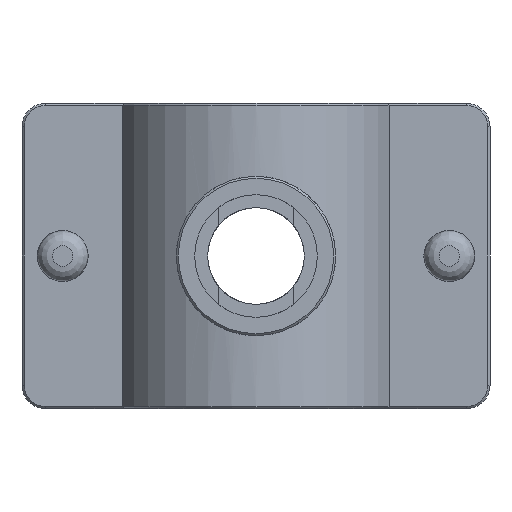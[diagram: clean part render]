
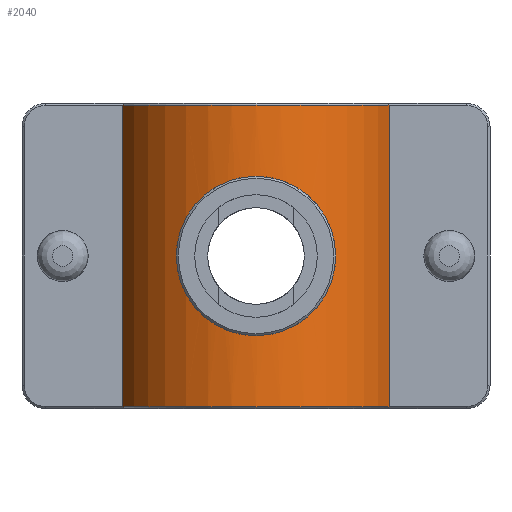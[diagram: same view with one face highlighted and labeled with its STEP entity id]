
A CAD part, front view. The second image highlights one B-rep face of the part: STEP entity #2040.
In plain terms, the highlighted cylindrical face has radius 28 mm (diameter 56 mm), a partial arc.
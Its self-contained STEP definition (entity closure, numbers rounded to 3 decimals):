
#64=LINE('',#2977,#224);
#65=LINE('',#2980,#225);
#66=LINE('',#2983,#226);
#67=LINE('',#2986,#227);
#164=LINE('',#3504,#324);
#165=LINE('',#3506,#325);
#224=VECTOR('',#2327,3.571);
#225=VECTOR('',#2330,3.571);
#226=VECTOR('',#2333,3.571);
#227=VECTOR('',#2336,3.571);
#324=VECTOR('',#2667,59.2);
#325=VECTOR('',#2670,59.2);
#468=FACE_BOUND('',#712,.T.);
#566=FACE_OUTER_BOUND('',#711,.T.);
#711=EDGE_LOOP('',(#1668,#1669,#1670,#1671));
#712=EDGE_LOOP('',(#1672,#1673,#1674,#1675,#1676,#1677,#1678,#1679));
#838=CIRCLE('',#2207,28.);
#839=CIRCLE('',#2210,28.);
#877=B_SPLINE_CURVE_WITH_KNOTS('',3,(#2915,#2916,#2917,#2918,#2919,#2920,
#2921,#2922,#2923,#2924),.UNSPECIFIED.,.F.,.F.,(4,2,2,2,4),(2.27,
2.527,2.888,3.249,3.505),
 .UNSPECIFIED.);
#878=B_SPLINE_CURVE_WITH_KNOTS('',3,(#2928,#2929,#2930,#2931,#2932,#2933,
#2934,#2935,#2936,#2937,#2938),.UNSPECIFIED.,.F.,.F.,(4,2,3,2,4),(-0.618,
-0.361,0.,0.361,0.618),.UNSPECIFIED.);
#880=B_SPLINE_CURVE_WITH_KNOTS('',3,(#2988,#2989,#2990,#2991,#2992,#2993,
#2994,#2995,#2996,#2997),.UNSPECIFIED.,.F.,.F.,(4,2,2,2,4),(1.071,
1.383,1.843,2.304,2.616),
 .UNSPECIFIED.);
#881=B_SPLINE_CURVE_WITH_KNOTS('',3,(#2999,#3000,#3001,#3002,#3003,#3004,
#3005,#3006,#3007,#3008),.UNSPECIFIED.,.F.,.F.,(4,2,2,2,4),(4.758,
5.07,5.53,5.991,6.302),
 .UNSPECIFIED.);
#899=VERTEX_POINT('',#2913);
#900=VERTEX_POINT('',#2914);
#901=VERTEX_POINT('',#2925);
#902=VERTEX_POINT('',#2927);
#904=VERTEX_POINT('',#2976);
#905=VERTEX_POINT('',#2978);
#906=VERTEX_POINT('',#2982);
#907=VERTEX_POINT('',#2984);
#1005=VERTEX_POINT('',#3444);
#1006=VERTEX_POINT('',#3449);
#1007=VERTEX_POINT('',#3456);
#1009=VERTEX_POINT('',#3465);
#1085=EDGE_CURVE('',#899,#900,#877,.T.);
#1087=EDGE_CURVE('',#902,#901,#878,.T.);
#1090=EDGE_CURVE('',#904,#899,#64,.T.);
#1092=EDGE_CURVE('',#901,#905,#65,.T.);
#1093=EDGE_CURVE('',#906,#902,#66,.T.);
#1095=EDGE_CURVE('',#900,#907,#67,.T.);
#1096=EDGE_CURVE('',#905,#904,#880,.T.);
#1097=EDGE_CURVE('',#907,#906,#881,.T.);
#1238=EDGE_CURVE('',#1005,#1006,#838,.T.);
#1244=EDGE_CURVE('',#1009,#1007,#839,.T.);
#1261=EDGE_CURVE('',#1005,#1007,#164,.T.);
#1262=EDGE_CURVE('',#1006,#1009,#165,.T.);
#1668=ORIENTED_EDGE('',*,*,#1238,.F.);
#1669=ORIENTED_EDGE('',*,*,#1261,.T.);
#1670=ORIENTED_EDGE('',*,*,#1244,.F.);
#1671=ORIENTED_EDGE('',*,*,#1262,.F.);
#1672=ORIENTED_EDGE('',*,*,#1085,.T.);
#1673=ORIENTED_EDGE('',*,*,#1095,.T.);
#1674=ORIENTED_EDGE('',*,*,#1097,.T.);
#1675=ORIENTED_EDGE('',*,*,#1093,.T.);
#1676=ORIENTED_EDGE('',*,*,#1087,.T.);
#1677=ORIENTED_EDGE('',*,*,#1092,.T.);
#1678=ORIENTED_EDGE('',*,*,#1096,.T.);
#1679=ORIENTED_EDGE('',*,*,#1090,.T.);
#1951=CYLINDRICAL_SURFACE('',#2225,28.);
#2040=ADVANCED_FACE('',(#566,#468),#1951,.T.);
#2207=AXIS2_PLACEMENT_3D('',#3450,#2617,#2618);
#2210=AXIS2_PLACEMENT_3D('',#3470,#2625,#2626);
#2225=AXIS2_PLACEMENT_3D('',#3505,#2668,#2669);
#2327=DIRECTION('',(0.,0.,-1.));
#2330=DIRECTION('',(0.,0.,1.));
#2333=DIRECTION('',(0.,0.,1.));
#2336=DIRECTION('',(0.,0.,-1.));
#2617=DIRECTION('center_axis',(0.,0.,-1.));
#2618=DIRECTION('ref_axis',(1.,0.,0.));
#2625=DIRECTION('center_axis',(0.,0.,1.));
#2626=DIRECTION('ref_axis',(1.,0.,0.));
#2667=DIRECTION('',(0.,0.,1.));
#2668=DIRECTION('center_axis',(0.,0.,1.));
#2669=DIRECTION('ref_axis',(1.,0.,0.));
#2670=DIRECTION('',(0.,0.,1.));
#2913=CARTESIAN_POINT('',(7.416,-27.,5.937));
#2914=CARTESIAN_POINT('',(7.416,-27.,-5.937));
#2915=CARTESIAN_POINT('Ctrl Pts',(7.416,-27.,5.937));
#2916=CARTESIAN_POINT('Ctrl Pts',(7.96,-26.851,5.258));
#2917=CARTESIAN_POINT('Ctrl Pts',(8.426,-26.705,4.479));
#2918=CARTESIAN_POINT('Ctrl Pts',(9.258,-26.43,2.48));
#2919=CARTESIAN_POINT('Ctrl Pts',(9.5,-26.339,1.204));
#2920=CARTESIAN_POINT('Ctrl Pts',(9.5,-26.339,-1.204));
#2921=CARTESIAN_POINT('Ctrl Pts',(9.258,-26.43,-2.48));
#2922=CARTESIAN_POINT('Ctrl Pts',(8.426,-26.705,-4.479));
#2923=CARTESIAN_POINT('Ctrl Pts',(7.96,-26.851,-5.258));
#2924=CARTESIAN_POINT('Ctrl Pts',(7.416,-27.,-5.937));
#2925=CARTESIAN_POINT('',(-7.416,-27.,5.937));
#2927=CARTESIAN_POINT('',(-7.416,-27.,-5.937));
#2928=CARTESIAN_POINT('Ctrl Pts',(-7.416,-27.,-5.937));
#2929=CARTESIAN_POINT('Ctrl Pts',(-7.96,-26.851,-5.258));
#2930=CARTESIAN_POINT('Ctrl Pts',(-8.426,-26.705,-4.479));
#2931=CARTESIAN_POINT('Ctrl Pts',(-9.258,-26.43,-2.48));
#2932=CARTESIAN_POINT('Ctrl Pts',(-9.5,-26.339,-1.204));
#2933=CARTESIAN_POINT('Ctrl Pts',(-9.5,-26.339,0.));
#2934=CARTESIAN_POINT('Ctrl Pts',(-9.5,-26.339,1.204));
#2935=CARTESIAN_POINT('Ctrl Pts',(-9.258,-26.43,2.48));
#2936=CARTESIAN_POINT('Ctrl Pts',(-8.426,-26.705,4.479));
#2937=CARTESIAN_POINT('Ctrl Pts',(-7.96,-26.851,5.258));
#2938=CARTESIAN_POINT('Ctrl Pts',(-7.416,-27.,5.937));
#2976=CARTESIAN_POINT('',(7.416,-27.,9.508));
#2977=CARTESIAN_POINT('',(7.416,-27.,0.));
#2978=CARTESIAN_POINT('',(-7.416,-27.,9.508));
#2980=CARTESIAN_POINT('',(-7.416,-27.,0.));
#2982=CARTESIAN_POINT('',(-7.416,-27.,-9.508));
#2983=CARTESIAN_POINT('',(-7.416,-27.,0.));
#2984=CARTESIAN_POINT('',(7.416,-27.,-9.508));
#2986=CARTESIAN_POINT('',(7.416,-27.,0.));
#2988=CARTESIAN_POINT('Ctrl Pts',(-7.416,-27.,9.508));
#2989=CARTESIAN_POINT('Ctrl Pts',(-6.587,-27.228,10.155));
#2990=CARTESIAN_POINT('Ctrl Pts',(-5.645,-27.444,10.711));
#2991=CARTESIAN_POINT('Ctrl Pts',(-3.159,-27.862,11.748));
#2992=CARTESIAN_POINT('Ctrl Pts',(-1.535,-28.,12.059));
#2993=CARTESIAN_POINT('Ctrl Pts',(1.535,-28.,12.059));
#2994=CARTESIAN_POINT('Ctrl Pts',(3.159,-27.862,11.748));
#2995=CARTESIAN_POINT('Ctrl Pts',(5.645,-27.444,10.711));
#2996=CARTESIAN_POINT('Ctrl Pts',(6.587,-27.228,10.155));
#2997=CARTESIAN_POINT('Ctrl Pts',(7.416,-27.,9.508));
#2999=CARTESIAN_POINT('Ctrl Pts',(7.416,-27.,-9.508));
#3000=CARTESIAN_POINT('Ctrl Pts',(6.587,-27.228,-10.155));
#3001=CARTESIAN_POINT('Ctrl Pts',(5.645,-27.444,-10.711));
#3002=CARTESIAN_POINT('Ctrl Pts',(3.159,-27.862,-11.748));
#3003=CARTESIAN_POINT('Ctrl Pts',(1.535,-28.,-12.059));
#3004=CARTESIAN_POINT('Ctrl Pts',(-1.535,-28.,-12.059));
#3005=CARTESIAN_POINT('Ctrl Pts',(-3.159,-27.862,-11.748));
#3006=CARTESIAN_POINT('Ctrl Pts',(-5.645,-27.444,-10.711));
#3007=CARTESIAN_POINT('Ctrl Pts',(-6.587,-27.228,-10.155));
#3008=CARTESIAN_POINT('Ctrl Pts',(-7.416,-27.,-9.508));
#3444=CARTESIAN_POINT('',(26.153,-10.,-29.6));
#3449=CARTESIAN_POINT('',(-26.153,-10.,-29.6));
#3450=CARTESIAN_POINT('Origin',(0.,0.,-29.6));
#3456=CARTESIAN_POINT('',(26.153,-10.,29.6));
#3465=CARTESIAN_POINT('',(-26.153,-10.,29.6));
#3470=CARTESIAN_POINT('Origin',(0.,0.,29.6));
#3504=CARTESIAN_POINT('',(26.153,-10.,0.));
#3505=CARTESIAN_POINT('Origin',(0.,0.,0.));
#3506=CARTESIAN_POINT('',(-26.153,-10.,0.));
